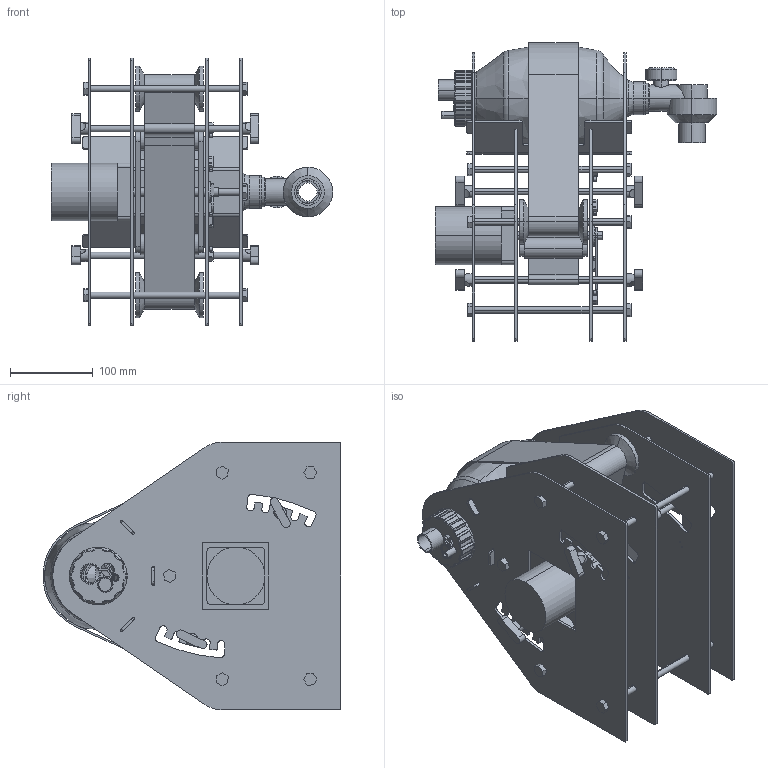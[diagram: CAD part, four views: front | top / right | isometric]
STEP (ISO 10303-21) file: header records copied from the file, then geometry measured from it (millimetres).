
FILE_DESCRIPTION (( 'STEP AP203' ), '1' );
FILE_NAME ('belt1.STEP', '2020-03-26T02:30:58', ( '' ), ( '' ), 'SwSTEP 2.0', 'SolidWorks 2020', '' );
FILE_SCHEMA (( 'CONFIG_CONTROL_DESIGN' ));
Length unit declared in the file: millimetre
Products named in the file (1): belt1
Bounding box: 340.5 x 360.29 x 324 mm (x, y, z)
Volume: 2043100.8 mm3; surface area: 1146798.4 mm2
Topology: 41 solids, 41 shells, 1245 faces, 3203 edges, 2058 vertices
Faces by surface type: cylinder 641, plane 472, torus 72, cone 24, sphere 24, bspline 12
Entity records: 39451 total; most frequent: CARTESIAN_POINT 7712, DIRECTION 7023, ORIENTED_EDGE 6382, EDGE_CURVE 3191, AXIS2_PLACEMENT_3D 2646, VERTEX_POINT 2054, LINE 1731, VECTOR 1731
